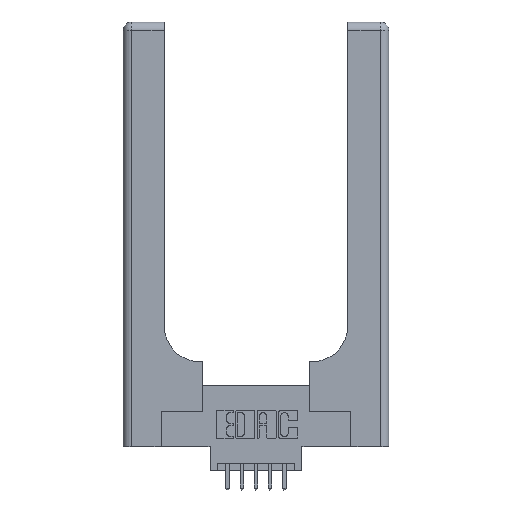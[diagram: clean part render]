
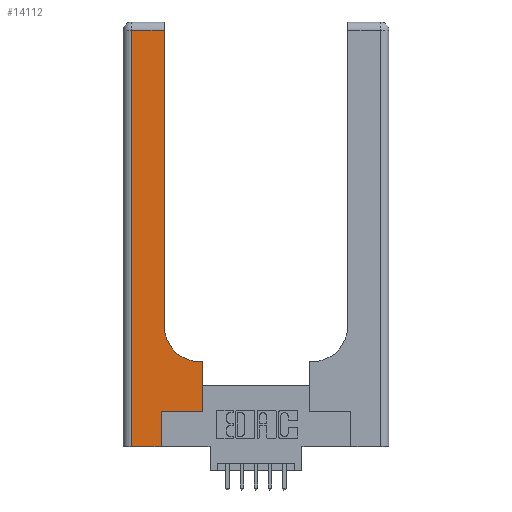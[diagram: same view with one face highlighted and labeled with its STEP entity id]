
A CAD part, top view. The second image highlights one B-rep face of the part: STEP entity #14112.
In plain terms, the highlighted planar face has unit normal (0, 0, 1).
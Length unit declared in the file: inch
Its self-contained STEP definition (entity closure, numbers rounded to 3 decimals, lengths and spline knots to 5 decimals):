
#13 = ORIENTED_EDGE ( 'NONE', *, *, #13140, .T. ) ;
#317 = DIRECTION ( 'NONE',  ( 1., 0., 0. ) ) ;
#356 = VERTEX_POINT ( 'NONE', #11791 ) ;
#1182 = LINE ( 'NONE', #6965, #5665 ) ;
#1212 = EDGE_CURVE ( 'NONE', #7808, #356, #11070, .T. ) ;
#1354 = EDGE_CURVE ( 'NONE', #1517, #13747, #3166, .T. ) ;
#1485 = EDGE_CURVE ( 'NONE', #356, #2442, #6283, .T. ) ;
#1502 = CARTESIAN_POINT ( 'NONE',  ( 0.5415, 0.85, 0.37 ) ) ;
#1517 = VERTEX_POINT ( 'NONE', #5383 ) ;
#1799 = PLANE ( 'NONE',  #12835 ) ;
#2050 = EDGE_LOOP ( 'NONE', ( #13, #9028, #7239, #5170, #10332, #3219, #10704, #3757, #13885 ) ) ;
#2260 = DIRECTION ( 'NONE',  ( 0., 1., 0. ) ) ;
#2335 = VECTOR ( 'NONE', #5690, 39.37008 ) ;
#2422 = CARTESIAN_POINT ( 'NONE',  ( 0.5415, 0.6, 0.37 ) ) ;
#2437 = VECTOR ( 'NONE', #3370, 39.37008 ) ;
#2438 = EDGE_CURVE ( 'NONE', #2442, #9308, #7459, .T. ) ;
#2442 = VERTEX_POINT ( 'NONE', #2422 ) ;
#2588 = CARTESIAN_POINT ( 'NONE',  ( 0., 2.94, 0.37 ) ) ;
#2657 = FACE_OUTER_BOUND ( 'NONE', #2050, .T. ) ;
#2664 = EDGE_CURVE ( 'NONE', #6480, #12493, #8791, .T. ) ;
#2840 = CARTESIAN_POINT ( 'NONE',  ( 0., 0., 0.37 ) ) ;
#3166 = LINE ( 'NONE', #2588, #9684 ) ;
#3219 = ORIENTED_EDGE ( 'NONE', *, *, #6396, .T. ) ;
#3350 = VECTOR ( 'NONE', #4200, 39.37008 ) ;
#3370 = DIRECTION ( 'NONE',  ( 0., -1., 0. ) ) ;
#3372 = CARTESIAN_POINT ( 'NONE',  ( 0.06, 2.94, 0.37 ) ) ;
#3757 = ORIENTED_EDGE ( 'NONE', *, *, #1485, .T. ) ;
#3894 = DIRECTION ( 'NONE',  ( 0., 0., -1. ) ) ;
#3957 = EDGE_CURVE ( 'NONE', #13747, #6480, #6419, .T. ) ;
#4200 = DIRECTION ( 'NONE',  ( -1., 0., 0. ) ) ;
#4631 = DIRECTION ( 'NONE',  ( -1., 0., 0. ) ) ;
#4928 = DIRECTION ( 'NONE',  ( 0., 1., 0. ) ) ;
#5170 = ORIENTED_EDGE ( 'NONE', *, *, #2664, .T. ) ;
#5172 = CARTESIAN_POINT ( 'NONE',  ( 0.269, 0.25, 0.37 ) ) ;
#5383 = CARTESIAN_POINT ( 'NONE',  ( 0.2915, 2.94, 0.37 ) ) ;
#5665 = VECTOR ( 'NONE', #317, 39.37008 ) ;
#5690 = DIRECTION ( 'NONE',  ( 0., 1., 0. ) ) ;
#6127 = VECTOR ( 'NONE', #4928, 39.37008 ) ;
#6269 = CARTESIAN_POINT ( 'NONE',  ( 0.5585, 0.25, 0.37 ) ) ;
#6283 = LINE ( 'NONE', #8662, #3350 ) ;
#6396 = EDGE_CURVE ( 'NONE', #6705, #7808, #1182, .T. ) ;
#6419 = LINE ( 'NONE', #10067, #2437 ) ;
#6480 = VERTEX_POINT ( 'NONE', #7152 ) ;
#6705 = VERTEX_POINT ( 'NONE', #5172 ) ;
#6965 = CARTESIAN_POINT ( 'NONE',  ( 0.269, 0.25, 0.37 ) ) ;
#7145 = DIRECTION ( 'NONE',  ( 1., 0., 0. ) ) ;
#7152 = CARTESIAN_POINT ( 'NONE',  ( 0.06, 0., 0.37 ) ) ;
#7215 = CARTESIAN_POINT ( 'NONE',  ( 0., 3., 0.37 ) ) ;
#7239 = ORIENTED_EDGE ( 'NONE', *, *, #3957, .T. ) ;
#7257 = DIRECTION ( 'NONE',  ( -1., 0., 0. ) ) ;
#7414 = CARTESIAN_POINT ( 'NONE',  ( 0.269, 0., 0.37 ) ) ;
#7452 = VECTOR ( 'NONE', #11620, 39.37008 ) ;
#7459 = CIRCLE ( 'NONE', #8124, 0.25 ) ;
#7808 = VERTEX_POINT ( 'NONE', #6269 ) ;
#8124 = AXIS2_PLACEMENT_3D ( 'NONE', #1502, #10331, #7145 ) ;
#8156 = VECTOR ( 'NONE', #2260, 39.37008 ) ;
#8662 = CARTESIAN_POINT ( 'NONE',  ( 0.2915, 0.6, 0.37 ) ) ;
#8744 = EDGE_CURVE ( 'NONE', #12493, #6705, #12776, .T. ) ;
#8791 = LINE ( 'NONE', #2840, #7452 ) ;
#9028 = ORIENTED_EDGE ( 'NONE', *, *, #1354, .T. ) ;
#9308 = VERTEX_POINT ( 'NONE', #11991 ) ;
#9684 = VECTOR ( 'NONE', #4631, 39.37008 ) ;
#9721 = LINE ( 'NONE', #12097, #2335 ) ;
#10067 = CARTESIAN_POINT ( 'NONE',  ( 0.06, 3., 0.37 ) ) ;
#10331 = DIRECTION ( 'NONE',  ( 0., 0., -1. ) ) ;
#10332 = ORIENTED_EDGE ( 'NONE', *, *, #8744, .T. ) ;
#10704 = ORIENTED_EDGE ( 'NONE', *, *, #1212, .T. ) ;
#11070 = LINE ( 'NONE', #12091, #8156 ) ;
#11620 = DIRECTION ( 'NONE',  ( 1., 0., 0. ) ) ;
#11791 = CARTESIAN_POINT ( 'NONE',  ( 0.5585, 0.6, 0.37 ) ) ;
#11991 = CARTESIAN_POINT ( 'NONE',  ( 0.2915, 0.85, 0.37 ) ) ;
#12091 = CARTESIAN_POINT ( 'NONE',  ( 0.5585, 0.25, 0.37 ) ) ;
#12097 = CARTESIAN_POINT ( 'NONE',  ( 0.2915, 3., 0.37 ) ) ;
#12493 = VERTEX_POINT ( 'NONE', #7414 ) ;
#12626 = CARTESIAN_POINT ( 'NONE',  ( 0.269, 0., 0.37 ) ) ;
#12776 = LINE ( 'NONE', #12626, #6127 ) ;
#12835 = AXIS2_PLACEMENT_3D ( 'NONE', #7215, #3894, #7257 ) ;
#13140 = EDGE_CURVE ( 'NONE', #9308, #1517, #9721, .T. ) ;
#13747 = VERTEX_POINT ( 'NONE', #3372 ) ;
#13885 = ORIENTED_EDGE ( 'NONE', *, *, #2438, .T. ) ;
#14112 = ADVANCED_FACE ( 'NONE', ( #2657 ), #1799, .F. ) ;
